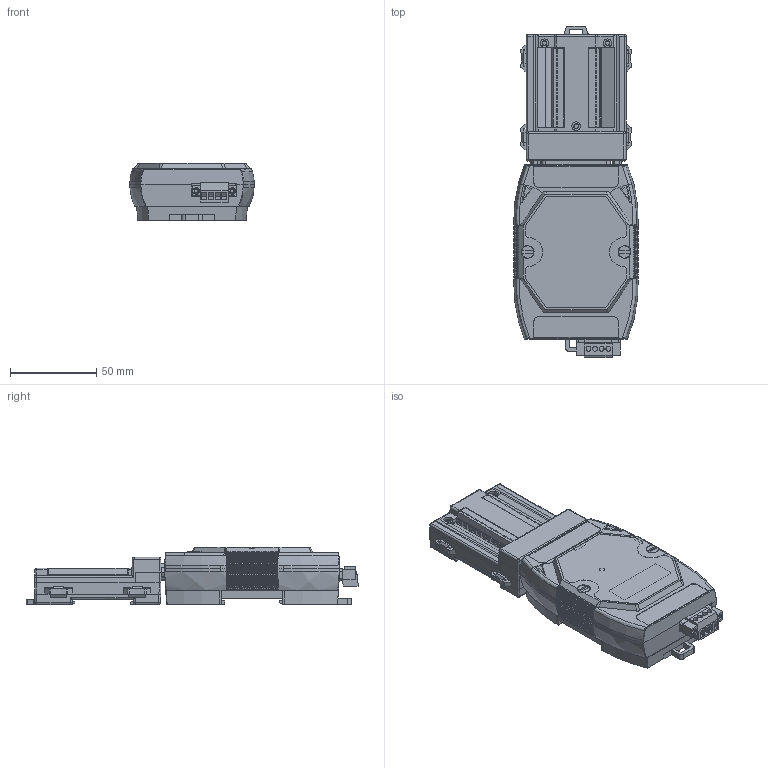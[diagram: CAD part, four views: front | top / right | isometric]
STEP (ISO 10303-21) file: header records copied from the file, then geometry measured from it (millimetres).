
FILE_DESCRIPTION (( 'STEP AP203' ), '1' );
FILE_NAME ('I-7018Z-GS .STEP', '2018-11-27T03:25:53', ( 'user' ), ( '' ), 'SwSTEP 2.0', 'SolidWorks 2013', '' );
FILE_SCHEMA (( 'CONFIG_CONTROL_DESIGN' ));
Length unit declared in the file: millimetre
Products named in the file (30): 25PIN-03-Part-5; 01-Part-2; D-SUB-25pin-F_3; 25PIN-03-Part-6; 01-Part-9; 貼紙; M-7018Z-GS_02; 25PIN-03-Part-7; 25PIN-03-Part-1; 4pin有法蘭_381; M-7018Z-GS_01; 25PIN-03-Part-8; 25PIN-03-Part-2; 4pin有螺絲_381; 7000軌道固定片; DB-1820; 25PIN-03-Part-3; 7000左翅膀; SW180; mini terminal-13; 01-Part-7; 7000右翅膀; I-7018Z-GS ; mini terminal-14; (X_T)D-SUB-37PIN-M-1; 7000-PCGai.sldasm-Part-1; 25PIN-03-Part-4; 01-Part-8; 7K_PCB
Assembly tree (30 placements, depth 3):
  I-7018Z-GS 
    M-7018Z-GS_02
    M-7018Z-GS_01
    7000軌道固定片
    7000左翅膀
    7000右翅膀
    7000-PCGai.sldasm-Part-1  x2
    7K_PCB
    D-SUB-25pin-F_3
    貼紙
    4pin有螺絲_381
      4pin有法蘭_381
      4pin有螺絲_381
    DB-1820
      01-Part-7
      (X_T)D-SUB-37PIN-M-1
      01-Part-8
      01-Part-2
      01-Part-9
      25PIN-03-Part-1
      25PIN-03-Part-2
      25PIN-03-Part-3
      mini terminal-13
      mini terminal-14
      25PIN-03-Part-4
      25PIN-03-Part-5
      25PIN-03-Part-6
      25PIN-03-Part-7
      25PIN-03-Part-8
    SW180
Bounding box: 72.04 x 192.2 x 33.4 mm (x, y, z)
Volume: 114928.7 mm3; surface area: 141721.7 mm2
Topology: 28 solids, 28 shells, 3797 faces, 10480 edges, 6877 vertices
Faces by surface type: plane 2022, cylinder 792, bspline 358, cone 273, torus 252, sphere 100
Entity records: 134475 total; most frequent: CARTESIAN_POINT 41791, ORIENTED_EDGE 20166, DIRECTION 16651, EDGE_CURVE 10083, VERTEX_POINT 6633, AXIS2_PLACEMENT_3D 5842, VECTOR 4967, LINE 4967
